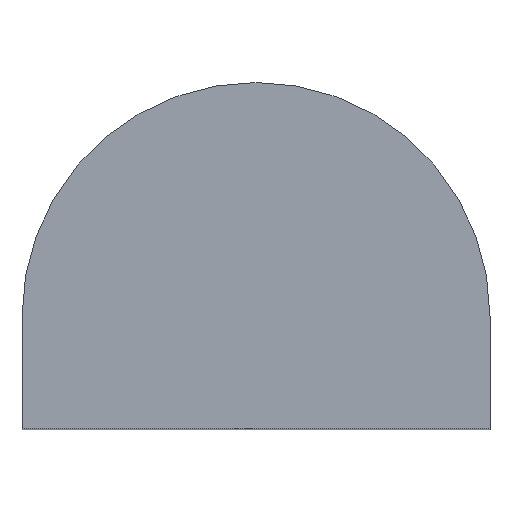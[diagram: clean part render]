
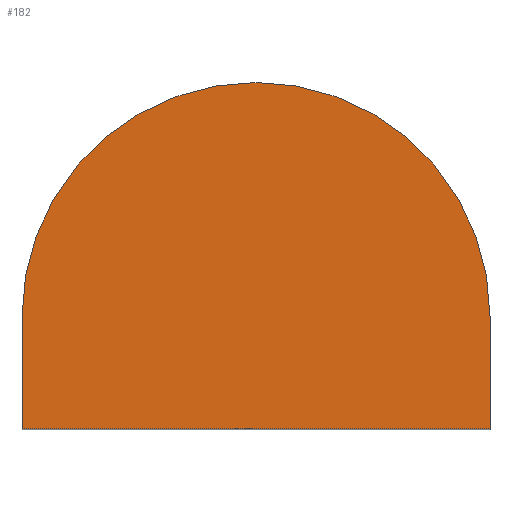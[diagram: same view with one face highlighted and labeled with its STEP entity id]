
A CAD part, top view. The second image highlights one B-rep face of the part: STEP entity #182.
In plain terms, the highlighted planar face has unit normal (0, 0, 1).
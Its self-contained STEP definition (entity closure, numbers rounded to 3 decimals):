
#26=CIRCLE('',#215,2.5);
#38=FACE_OUTER_BOUND('',#53,.T.);
#53=EDGE_LOOP('',(#144,#145,#146,#147));
#64=LINE('',#299,#77);
#70=LINE('',#311,#83);
#72=LINE('',#314,#85);
#77=VECTOR('',#237,10.);
#83=VECTOR('',#245,10.);
#85=VECTOR('',#249,10.);
#89=VERTEX_POINT('',#295);
#91=VERTEX_POINT('',#298);
#94=VERTEX_POINT('',#305);
#96=VERTEX_POINT('',#309);
#104=EDGE_CURVE('',#89,#91,#64,.T.);
#110=EDGE_CURVE('',#94,#96,#70,.T.);
#112=EDGE_CURVE('',#91,#96,#72,.T.);
#114=EDGE_CURVE('',#89,#94,#26,.T.);
#144=ORIENTED_EDGE('',*,*,#114,.T.);
#145=ORIENTED_EDGE('',*,*,#110,.T.);
#146=ORIENTED_EDGE('',*,*,#112,.F.);
#147=ORIENTED_EDGE('',*,*,#104,.F.);
#170=PLANE('',#216);
#182=ADVANCED_FACE('',(#38),#170,.T.);
#215=AXIS2_PLACEMENT_3D('',#318,#256,#257);
#216=AXIS2_PLACEMENT_3D('',#319,#258,#259);
#237=DIRECTION('',(0.,-1.,0.));
#245=DIRECTION('',(0.,-1.,0.));
#249=DIRECTION('',(-1.,0.,0.));
#256=DIRECTION('center_axis',(0.,0.,1.));
#257=DIRECTION('ref_axis',(1.,0.,0.));
#258=DIRECTION('center_axis',(0.,0.,1.));
#259=DIRECTION('ref_axis',(1.,0.,0.));
#295=CARTESIAN_POINT('',(2.5,0.,4.5));
#298=CARTESIAN_POINT('',(2.5,-1.2,4.5));
#299=CARTESIAN_POINT('',(2.5,0.,4.5));
#305=CARTESIAN_POINT('',(-2.5,0.,4.5));
#309=CARTESIAN_POINT('',(-2.5,-1.2,4.5));
#311=CARTESIAN_POINT('',(-2.5,0.,4.5));
#314=CARTESIAN_POINT('',(0.15,-1.2,4.5));
#318=CARTESIAN_POINT('Origin',(0.,0.,4.5));
#319=CARTESIAN_POINT('Origin',(0.,0.,4.5));
